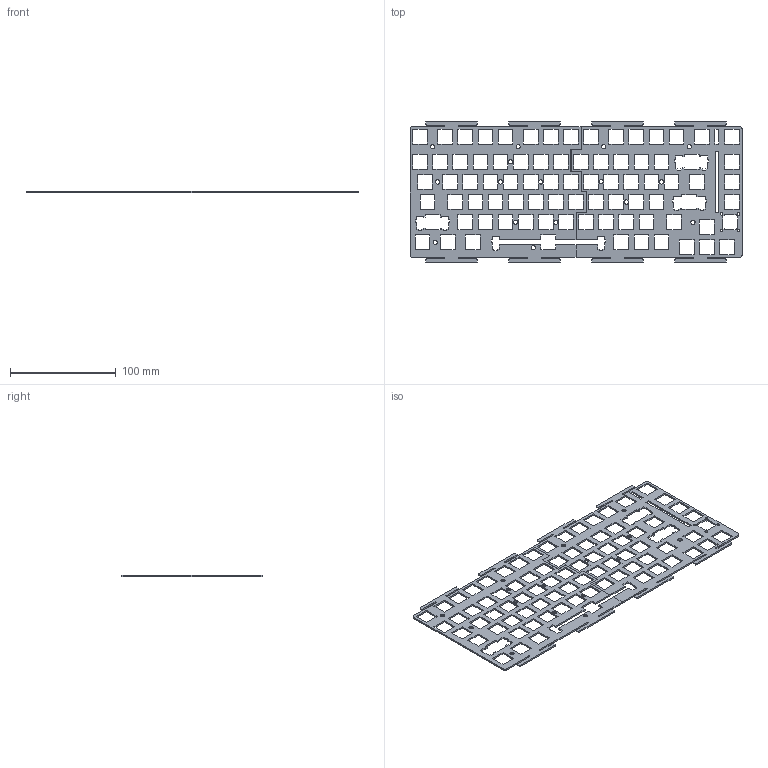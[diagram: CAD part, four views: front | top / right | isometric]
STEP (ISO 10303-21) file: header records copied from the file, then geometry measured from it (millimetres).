
FILE_DESCRIPTION(/* description */ ('STEP AP242','CAx-IF Rec.Pracs.---Representation and Presentation of Product Manufacturing Information (PMI)---4.0---2014-10-13','CAx-IF Rec.Pracs.---3D Tessellated Geometry---0.4---2014-09-14','2;1'),/* implementation_level */ '2;1');
FILE_NAME(/* name */ '68fb900aaa7a8a85edc37e9c',/* time_stamp */ '2025-10-24T14:41:15Z',/* author */ (''),/* organization */ (''),/* preprocessor_version */ 'ST-DEVELOPER v20',/* originating_system */ 'ONSHAPE BY PTC INC, 1.205',/* authorisation */ ' ');
FILE_SCHEMA (('AP242_MANAGED_MODEL_BASED_3D_ENGINEERING_MIM_LF { 1 0 10303 442 1 1 4 }'));
Length unit declared in the file: metre
Products named in the file (2): PLATE
Bounding box: 314.32 x 133.82 x 1.5 mm (x, y, z)
Volume: 33771.9 mm3; surface area: 55835.4 mm2
Topology: 2 solids, 2 shells, 628 faces, 1872 edges, 1248 vertices
Faces by surface type: plane 556, cylinder 72
Full cylindrical faces by diameter (mm): 2.4 x4, 4 x16
Entity records: 21143 total; most frequent: CARTESIAN_POINT 3730, ORIENTED_EDGE 3704, DIRECTION 3256, EDGE_CURVE 1852, LINE 1708, VECTOR 1708, VERTEX_POINT 1248, EDGE_LOOP 856
